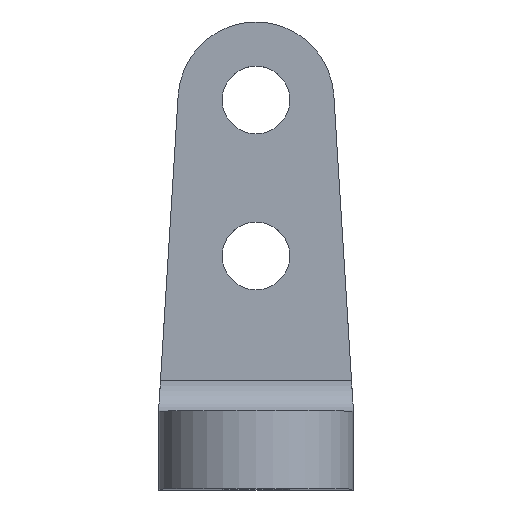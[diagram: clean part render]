
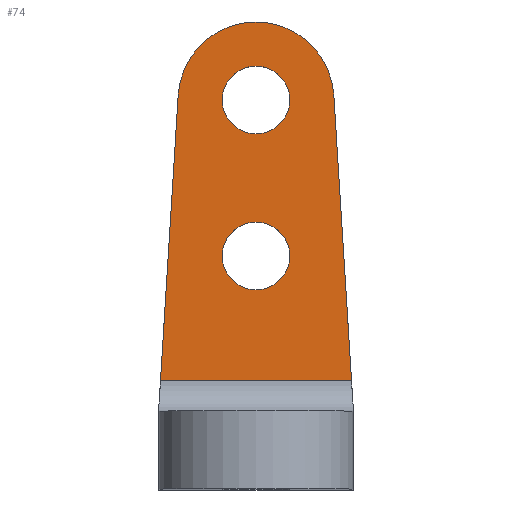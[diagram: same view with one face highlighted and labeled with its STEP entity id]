
A CAD part, top view. The second image highlights one B-rep face of the part: STEP entity #74.
In plain terms, the highlighted planar face has unit normal (0, 0, 1).
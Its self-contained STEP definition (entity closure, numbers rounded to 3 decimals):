
#21 = EDGE_CURVE('',#22,#24,#26,.T.);
#22 = VERTEX_POINT('',#23);
#23 = CARTESIAN_POINT('',(4.99,20.31,5.));
#24 = VERTEX_POINT('',#25);
#25 = CARTESIAN_POINT('',(6.126,2.,5.));
#26 = LINE('',#27,#28);
#27 = CARTESIAN_POINT('',(4.99,20.31,5.));
#28 = VECTOR('',#29,1.);
#29 = DIRECTION('',(0.062,-0.998,0.));
#74 = ADVANCED_FACE('',(#75,#101,#112),#123,.T.);
#75 = FACE_BOUND('',#76,.T.);
#76 = EDGE_LOOP('',(#77,#87,#93,#94));
#77 = ORIENTED_EDGE('',*,*,#78,.T.);
#78 = EDGE_CURVE('',#79,#81,#83,.T.);
#79 = VERTEX_POINT('',#80);
#80 = CARTESIAN_POINT('',(-4.99,20.31,5.));
#81 = VERTEX_POINT('',#82);
#82 = CARTESIAN_POINT('',(-6.126,2.,5.));
#83 = LINE('',#84,#85);
#84 = CARTESIAN_POINT('',(-4.99,20.31,5.));
#85 = VECTOR('',#86,1.);
#86 = DIRECTION('',(-0.062,-0.998,0.));
#87 = ORIENTED_EDGE('',*,*,#88,.T.);
#88 = EDGE_CURVE('',#81,#24,#89,.T.);
#89 = LINE('',#90,#91);
#90 = CARTESIAN_POINT('',(-6.25,2.,5.));
#91 = VECTOR('',#92,1.);
#92 = DIRECTION('',(1.,0.,0.));
#93 = ORIENTED_EDGE('',*,*,#21,.F.);
#94 = ORIENTED_EDGE('',*,*,#95,.T.);
#95 = EDGE_CURVE('',#22,#79,#96,.T.);
#96 = CIRCLE('',#97,5.);
#97 = AXIS2_PLACEMENT_3D('',#98,#99,#100);
#98 = CARTESIAN_POINT('',(0.,20.,5.));
#99 = DIRECTION('',(0.,0.,1.));
#100 = DIRECTION('',(1.,0.,0.));
#101 = FACE_BOUND('',#102,.F.);
#102 = EDGE_LOOP('',(#103));
#103 = ORIENTED_EDGE('',*,*,#104,.T.);
#104 = EDGE_CURVE('',#105,#105,#107,.T.);
#105 = VERTEX_POINT('',#106);
#106 = CARTESIAN_POINT('',(2.175,20.,5.));
#107 = CIRCLE('',#108,2.175);
#108 = AXIS2_PLACEMENT_3D('',#109,#110,#111);
#109 = CARTESIAN_POINT('',(0.,20.,5.));
#110 = DIRECTION('',(0.,0.,1.));
#111 = DIRECTION('',(1.,0.,0.));
#112 = FACE_BOUND('',#113,.F.);
#113 = EDGE_LOOP('',(#114));
#114 = ORIENTED_EDGE('',*,*,#115,.T.);
#115 = EDGE_CURVE('',#116,#116,#118,.T.);
#116 = VERTEX_POINT('',#117);
#117 = CARTESIAN_POINT('',(2.175,10.,5.));
#118 = CIRCLE('',#119,2.175);
#119 = AXIS2_PLACEMENT_3D('',#120,#121,#122);
#120 = CARTESIAN_POINT('',(0.,10.,5.));
#121 = DIRECTION('',(0.,0.,1.));
#122 = DIRECTION('',(1.,0.,0.));
#123 = PLANE('',#124);
#124 = AXIS2_PLACEMENT_3D('',#125,#126,#127);
#125 = CARTESIAN_POINT('',(0.,12.024,5.));
#126 = DIRECTION('',(0.,0.,1.));
#127 = DIRECTION('',(1.,0.,0.));
